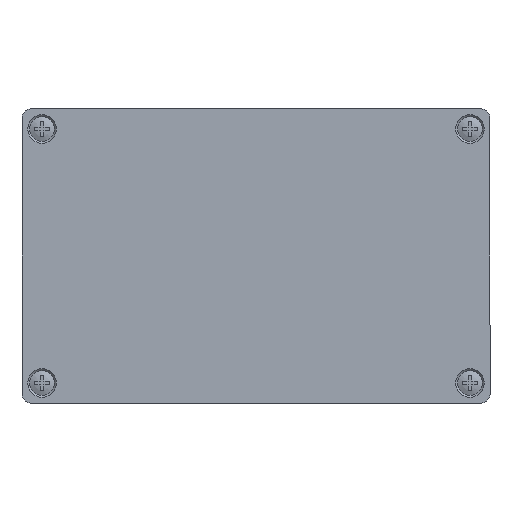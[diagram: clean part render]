
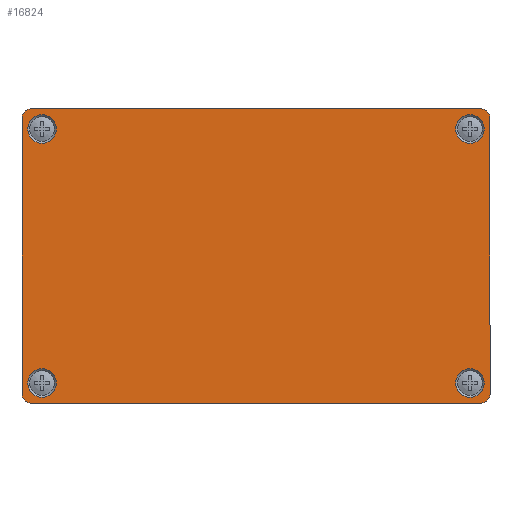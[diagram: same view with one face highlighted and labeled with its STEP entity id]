
A CAD part, front view. The second image highlights one B-rep face of the part: STEP entity #16824.
In plain terms, the highlighted planar face has unit normal (0, -1, 0).
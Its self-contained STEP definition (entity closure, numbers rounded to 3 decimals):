
#83=FACE_BOUND('',#5196,.T.);
#84=FACE_BOUND('',#5197,.T.);
#85=FACE_BOUND('',#5198,.T.);
#86=FACE_BOUND('',#5199,.T.);
#290=PLANE('',#19080);
#1484=LINE('',#29184,#2542);
#1485=LINE('',#29188,#2543);
#1486=LINE('',#29192,#2544);
#1487=LINE('',#29196,#2545);
#2542=VECTOR('',#24581,101.);
#2543=VECTOR('',#24584,62.);
#2544=VECTOR('',#24587,101.);
#2545=VECTOR('',#24590,62.);
#4131=FACE_OUTER_BOUND('',#5195,.T.);
#5195=EDGE_LOOP('',(#14379,#14380,#14381,#14382,#14383,#14384,#14385,#14386));
#5196=EDGE_LOOP('',(#14387));
#5197=EDGE_LOOP('',(#14388));
#5198=EDGE_LOOP('',(#14389));
#5199=EDGE_LOOP('',(#14390));
#6443=CIRCLE('',#19079,3.2);
#6444=CIRCLE('',#19081,2.);
#6445=CIRCLE('',#19082,2.);
#6446=CIRCLE('',#19083,2.);
#6447=CIRCLE('',#19084,2.);
#6448=CIRCLE('',#19085,3.2);
#6449=CIRCLE('',#19086,3.2);
#6450=CIRCLE('',#19087,3.2);
#7641=VERTEX_POINT('',#29179);
#7642=VERTEX_POINT('',#29182);
#7643=VERTEX_POINT('',#29183);
#7644=VERTEX_POINT('',#29185);
#7645=VERTEX_POINT('',#29187);
#7646=VERTEX_POINT('',#29189);
#7647=VERTEX_POINT('',#29191);
#7648=VERTEX_POINT('',#29193);
#7649=VERTEX_POINT('',#29195);
#7650=VERTEX_POINT('',#29198);
#7651=VERTEX_POINT('',#29200);
#7652=VERTEX_POINT('',#29202);
#9902=EDGE_CURVE('',#7641,#7641,#6443,.T.);
#9903=EDGE_CURVE('',#7642,#7643,#1484,.T.);
#9904=EDGE_CURVE('',#7643,#7644,#6444,.T.);
#9905=EDGE_CURVE('',#7644,#7645,#1485,.T.);
#9906=EDGE_CURVE('',#7645,#7646,#6445,.T.);
#9907=EDGE_CURVE('',#7646,#7647,#1486,.T.);
#9908=EDGE_CURVE('',#7647,#7648,#6446,.T.);
#9909=EDGE_CURVE('',#7648,#7649,#1487,.T.);
#9910=EDGE_CURVE('',#7649,#7642,#6447,.T.);
#9911=EDGE_CURVE('',#7650,#7650,#6448,.T.);
#9912=EDGE_CURVE('',#7651,#7651,#6449,.T.);
#9913=EDGE_CURVE('',#7652,#7652,#6450,.T.);
#14379=ORIENTED_EDGE('',*,*,#9903,.T.);
#14380=ORIENTED_EDGE('',*,*,#9904,.T.);
#14381=ORIENTED_EDGE('',*,*,#9905,.T.);
#14382=ORIENTED_EDGE('',*,*,#9906,.T.);
#14383=ORIENTED_EDGE('',*,*,#9907,.T.);
#14384=ORIENTED_EDGE('',*,*,#9908,.T.);
#14385=ORIENTED_EDGE('',*,*,#9909,.T.);
#14386=ORIENTED_EDGE('',*,*,#9910,.T.);
#14387=ORIENTED_EDGE('',*,*,#9911,.F.);
#14388=ORIENTED_EDGE('',*,*,#9912,.F.);
#14389=ORIENTED_EDGE('',*,*,#9913,.F.);
#14390=ORIENTED_EDGE('',*,*,#9902,.F.);
#16824=ADVANCED_FACE('',(#4131,#83,#84,#85,#86),#290,.F.);
#19079=AXIS2_PLACEMENT_3D('',#29180,#24577,#24578);
#19080=AXIS2_PLACEMENT_3D('',#29181,#24579,#24580);
#19081=AXIS2_PLACEMENT_3D('',#29186,#24582,#24583);
#19082=AXIS2_PLACEMENT_3D('',#29190,#24585,#24586);
#19083=AXIS2_PLACEMENT_3D('',#29194,#24588,#24589);
#19084=AXIS2_PLACEMENT_3D('',#29197,#24591,#24592);
#19085=AXIS2_PLACEMENT_3D('',#29199,#24593,#24594);
#19086=AXIS2_PLACEMENT_3D('',#29201,#24595,#24596);
#19087=AXIS2_PLACEMENT_3D('',#29203,#24597,#24598);
#24577=DIRECTION('center_axis',(0.,-1.,0.));
#24578=DIRECTION('ref_axis',(1.,0.,0.));
#24579=DIRECTION('center_axis',(0.,1.,0.));
#24580=DIRECTION('ref_axis',(0.,0.,1.));
#24581=DIRECTION('',(-1.,0.,0.));
#24582=DIRECTION('center_axis',(0.,-1.,0.));
#24583=DIRECTION('ref_axis',(-1.,0.,0.));
#24584=DIRECTION('',(0.,0.,-1.));
#24585=DIRECTION('center_axis',(0.,-1.,0.));
#24586=DIRECTION('ref_axis',(0.,0.,-1.));
#24587=DIRECTION('',(1.,0.,0.));
#24588=DIRECTION('center_axis',(0.,-1.,0.));
#24589=DIRECTION('ref_axis',(1.,0.,0.));
#24590=DIRECTION('',(0.,0.,1.));
#24591=DIRECTION('center_axis',(0.,-1.,0.));
#24592=DIRECTION('ref_axis',(0.,0.,1.));
#24593=DIRECTION('center_axis',(0.,-1.,0.));
#24594=DIRECTION('ref_axis',(1.,0.,0.));
#24595=DIRECTION('center_axis',(0.,-1.,0.));
#24596=DIRECTION('ref_axis',(1.,0.,0.));
#24597=DIRECTION('center_axis',(0.,-1.,0.));
#24598=DIRECTION('ref_axis',(1.,0.,0.));
#29179=CARTESIAN_POINT('',(44.8,-2.,28.5));
#29180=CARTESIAN_POINT('Origin',(48.,-2.,28.5));
#29181=CARTESIAN_POINT('Origin',(0.,-2.,0.));
#29182=CARTESIAN_POINT('',(50.5,-2.,33.));
#29183=CARTESIAN_POINT('',(-50.5,-2.,33.));
#29184=CARTESIAN_POINT('',(-50.5,-2.,33.));
#29185=CARTESIAN_POINT('',(-52.5,-2.,31.));
#29186=CARTESIAN_POINT('Origin',(-50.5,-2.,31.));
#29187=CARTESIAN_POINT('',(-52.5,-2.,-31.));
#29188=CARTESIAN_POINT('',(-52.5,-2.,-31.));
#29189=CARTESIAN_POINT('',(-50.5,-2.,-33.));
#29190=CARTESIAN_POINT('Origin',(-50.5,-2.,-31.));
#29191=CARTESIAN_POINT('',(50.5,-2.,-33.));
#29192=CARTESIAN_POINT('',(50.5,-2.,-33.));
#29193=CARTESIAN_POINT('',(52.5,-2.,-31.));
#29194=CARTESIAN_POINT('Origin',(50.5,-2.,-31.));
#29195=CARTESIAN_POINT('',(52.5,-2.,31.));
#29196=CARTESIAN_POINT('',(52.5,-2.,31.));
#29197=CARTESIAN_POINT('Origin',(50.5,-2.,31.));
#29198=CARTESIAN_POINT('',(44.8,-2.,-28.5));
#29199=CARTESIAN_POINT('Origin',(48.,-2.,-28.5));
#29200=CARTESIAN_POINT('',(-51.2,-2.,28.5));
#29201=CARTESIAN_POINT('Origin',(-48.,-2.,28.5));
#29202=CARTESIAN_POINT('',(-51.2,-2.,-28.5));
#29203=CARTESIAN_POINT('Origin',(-48.,-2.,-28.5));
